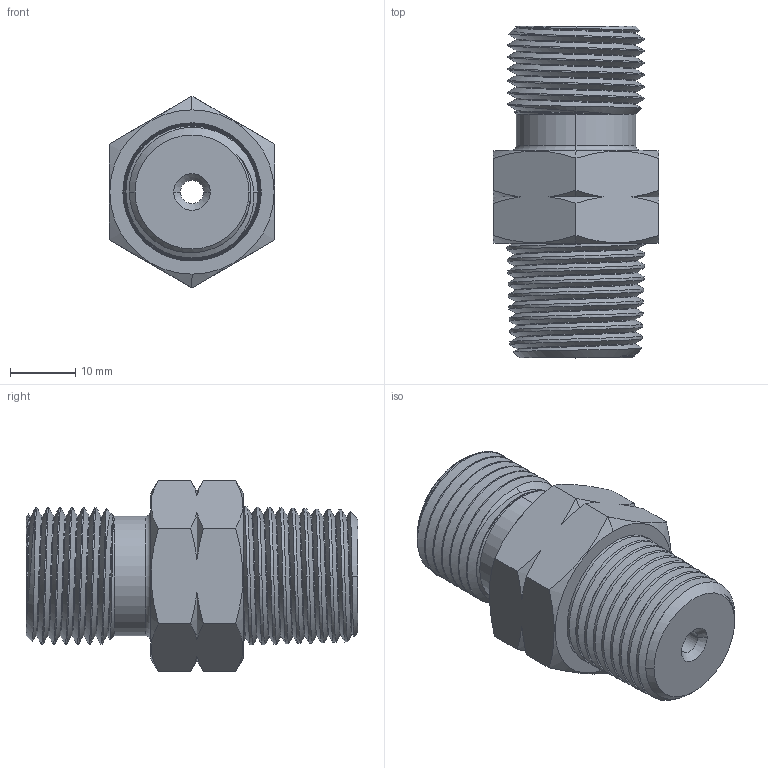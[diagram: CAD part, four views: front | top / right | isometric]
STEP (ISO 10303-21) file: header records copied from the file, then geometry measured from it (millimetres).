
FILE_DESCRIPTION (( 'STEP AP203' ), '1' );
FILE_NAME ('AD-350MSS-8MNPT.STEP', '2025-08-01T17:28:15', ( '' ), ( '' ), 'SwSTEP 2.0', 'SolidWorks 2018', '' );
FILE_SCHEMA (( 'CONFIG_CONTROL_DESIGN' ));
Length unit declared in the file: inch
Products named in the file (1): AD-350MSS-8MNPT
Bounding box: 25.4 x 50.8 x 29.33 mm (x, y, z)
Volume: 16840.1 mm3; surface area: 6645.3 mm2
Topology: 1 solids, 1 shells, 118 faces, 373 edges, 265 vertices
Faces by surface type: cone 54, cylinder 39, plane 16, bspline 5, torus 4
Entity records: 12321 total; most frequent: CARTESIAN_POINT 9333, ORIENTED_EDGE 746, DIRECTION 443, EDGE_CURVE 373, VERTEX_POINT 265, AXIS2_PLACEMENT_3D 170, B_SPLINE_CURVE_WITH_KNOTS 156, EDGE_LOOP 128
